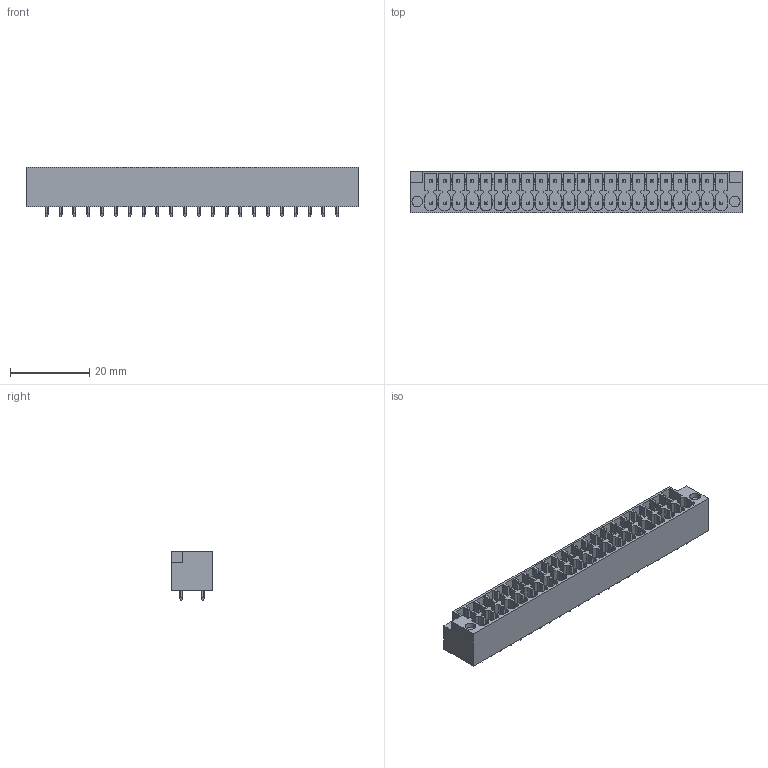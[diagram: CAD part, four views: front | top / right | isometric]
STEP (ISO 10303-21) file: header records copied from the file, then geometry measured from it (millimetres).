
FILE_DESCRIPTION((''),'2;1');
FILE_NAME('TLPHDW-010V','2024-09-18T10:39:02',('tluser'),(''),'CREO PARAMETRIC BY PTC INC, 2018100','CREO PARAMETRIC BY PTC INC, 2018100','');
FILE_SCHEMA(('CONFIG_CONTROL_DESIGN'));
Products named in the file (1): TLPHDW-010V
Bounding box: 84 x 10.6 x 12.6 mm (x, y, z)
Volume: 5791.8 mm3; surface area: 7422.4 mm2
Topology: 1 solids, 1 shells, 1939 faces, 5538 edges, 3692 vertices
Faces by surface type: plane 1239, cylinder 700
Entity records: 63510 total; most frequent: CARTESIAN_POINT 13149, ORIENTED_EDGE 11076, DIRECTION 9760, EDGE_CURVE 5538, VECTOR 3786, LINE 3786, VERTEX_POINT 3692, AXIS2_PLACEMENT_3D 2987
